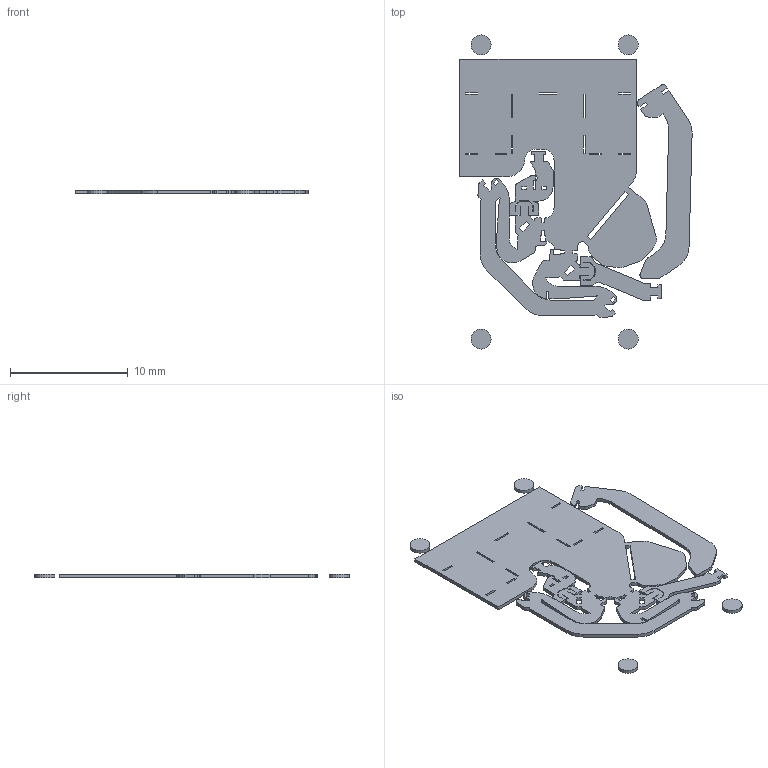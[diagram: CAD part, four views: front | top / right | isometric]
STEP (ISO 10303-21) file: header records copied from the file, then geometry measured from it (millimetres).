
FILE_DESCRIPTION(/* description */ (''),/* implementation_level */ '2;1');
FILE_NAME(/* name */ 'a_Leg_2D_cut_20220512_release.step',/* time_stamp */ '2022-04-12T18:37:55-06:00',/* author */ (''),/* organization */ (''),/* preprocessor_version */ 'ST-DEVELOPER v18.1',/* originating_system */ 'Autodesk Translation Framework v10.14.0.1471',/* authorisation */ '');
FILE_SCHEMA (('AUTOMOTIVE_DESIGN { 1 0 10303 214 3 1 1 }'));
Length unit declared in the file: millimetre
Products named in the file (2): a_Leg_2D_cut_20210727; ReleaseCut
Assembly tree (1 placements, depth 2):
  a_Leg_2D_cut_20210727
    ReleaseCut
Bounding box: 19.73 x 26.7 x 0.3 mm (x, y, z)
Volume: 95 mm3; surface area: 734.5 mm2
Topology: 6 solids, 6 shells, 393 faces, 1143 edges, 762 vertices
Faces by surface type: plane 299, cylinder 94
Full cylindrical faces by diameter (mm): 1.7 x4
Entity records: 13025 total; most frequent: CARTESIAN_POINT 2301, ORIENTED_EDGE 2286, DIRECTION 2123, EDGE_CURVE 1143, LINE 955, VECTOR 955, VERTEX_POINT 762, AXIS2_PLACEMENT_3D 584
